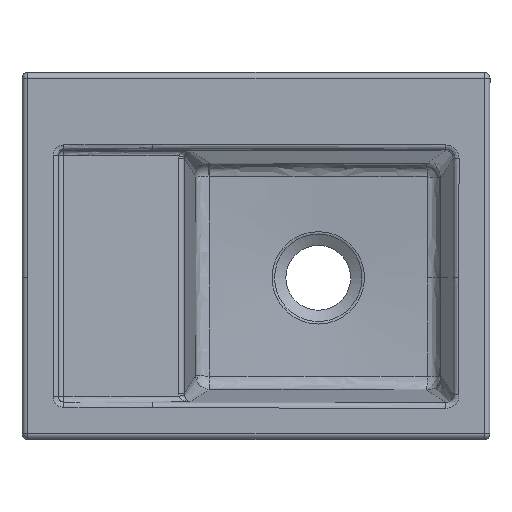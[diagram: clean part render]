
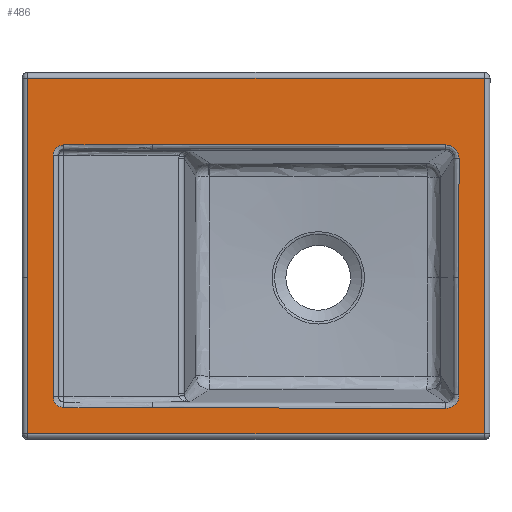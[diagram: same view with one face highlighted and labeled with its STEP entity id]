
A CAD part, top view. The second image highlights one B-rep face of the part: STEP entity #486.
In plain terms, the highlighted planar face has unit normal (0, 0, 1).
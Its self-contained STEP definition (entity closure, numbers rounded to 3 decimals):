
#85=FACE_BOUND('',#1038,.T.);
#86=FACE_BOUND('',#1039,.T.);
#486=ADVANCED_FACE('',(#85,#86),#732,.T.);
#732=PLANE('',#3933);
#1038=EDGE_LOOP('',(#1759,#1760,#1761,#1762,#1763));
#1039=EDGE_LOOP('',(#1764,#1765,#1766,#1767,#1768,#1769,#1770,#1771,#1772,
#1773,#1774));
#1360=B_SPLINE_CURVE_WITH_KNOTS('',3,(#6547,#6548,#6549,#6550,#6551,#6552,
#6553,#6554),.UNSPECIFIED.,.F.,.F.,(4,2,2,4),(0.,0.05,0.525,
1.),.UNSPECIFIED.);
#1361=B_SPLINE_CURVE_WITH_KNOTS('',3,(#6557,#6558,#6559,#6560,#6561,#6562),
 .UNSPECIFIED.,.F.,.F.,(4,2,4),(0.,0.511,1.),.UNSPECIFIED.);
#1362=B_SPLINE_CURVE_WITH_KNOTS('',3,(#6564,#6565,#6566,#6567,#6568,#6569,
#6570,#6571,#6572,#6573),.UNSPECIFIED.,.F.,.F.,(4,2,2,2,4),(0.,0.25,0.5,
0.75,1.),.UNSPECIFIED.);
#1363=B_SPLINE_CURVE_WITH_KNOTS('',3,(#6575,#6576,#6577,#6578),
 .UNSPECIFIED.,.F.,.F.,(4,4),(0.,1.),.UNSPECIFIED.);
#1364=B_SPLINE_CURVE_WITH_KNOTS('',3,(#6580,#6581,#6582,#6583),
 .UNSPECIFIED.,.F.,.F.,(4,4),(0.,1.),.UNSPECIFIED.);
#1365=B_SPLINE_CURVE_WITH_KNOTS('',3,(#6585,#6586,#6587,#6588,#6589,#6590),
 .UNSPECIFIED.,.F.,.F.,(4,2,4),(0.,0.5,1.),.UNSPECIFIED.);
#1366=B_SPLINE_CURVE_WITH_KNOTS('',3,(#6594,#6595,#6596,#6597,#6598,#6599),
 .UNSPECIFIED.,.F.,.F.,(4,2,4),(0.,0.5,1.),.UNSPECIFIED.);
#1367=B_SPLINE_CURVE_WITH_KNOTS('',3,(#6601,#6602,#6603,#6604),
 .UNSPECIFIED.,.F.,.F.,(4,4),(0.,1.),.UNSPECIFIED.);
#1368=B_SPLINE_CURVE_WITH_KNOTS('',3,(#6606,#6607,#6608,#6609),
 .UNSPECIFIED.,.F.,.F.,(4,4),(0.,1.),.UNSPECIFIED.);
#1369=B_SPLINE_CURVE_WITH_KNOTS('',3,(#6611,#6612,#6613,#6614,#6615,#6616,
#6617,#6618,#6619,#6620,#6621,#6622),.UNSPECIFIED.,.F.,.F.,(4,2,2,2,2,4),
(0.,0.25,0.5,0.625,0.75,
1.),.UNSPECIFIED.);
#1759=ORIENTED_EDGE('',*,*,#3277,.T.);
#1760=ORIENTED_EDGE('',*,*,#3278,.T.);
#1761=ORIENTED_EDGE('',*,*,#3279,.T.);
#1762=ORIENTED_EDGE('',*,*,#3280,.T.);
#1763=ORIENTED_EDGE('',*,*,#3281,.T.);
#1764=ORIENTED_EDGE('',*,*,#3282,.T.);
#1765=ORIENTED_EDGE('',*,*,#3283,.T.);
#1766=ORIENTED_EDGE('',*,*,#3284,.T.);
#1767=ORIENTED_EDGE('',*,*,#3285,.T.);
#1768=ORIENTED_EDGE('',*,*,#3286,.T.);
#1769=ORIENTED_EDGE('',*,*,#3287,.T.);
#1770=ORIENTED_EDGE('',*,*,#3288,.T.);
#1771=ORIENTED_EDGE('',*,*,#3289,.T.);
#1772=ORIENTED_EDGE('',*,*,#3290,.T.);
#1773=ORIENTED_EDGE('',*,*,#3291,.T.);
#1774=ORIENTED_EDGE('',*,*,#3292,.T.);
#2923=VERTEX_POINT('',#6538);
#2924=VERTEX_POINT('',#6539);
#2925=VERTEX_POINT('',#6541);
#2926=VERTEX_POINT('',#6543);
#2927=VERTEX_POINT('',#6545);
#2928=VERTEX_POINT('',#6555);
#2929=VERTEX_POINT('',#6556);
#2930=VERTEX_POINT('',#6563);
#2931=VERTEX_POINT('',#6574);
#2932=VERTEX_POINT('',#6579);
#2933=VERTEX_POINT('',#6584);
#2934=VERTEX_POINT('',#6591);
#2935=VERTEX_POINT('',#6593);
#2936=VERTEX_POINT('',#6600);
#2937=VERTEX_POINT('',#6605);
#2938=VERTEX_POINT('',#6610);
#3277=EDGE_CURVE('',#2923,#2924,#3780,.T.);
#3278=EDGE_CURVE('',#2924,#2925,#3781,.T.);
#3279=EDGE_CURVE('',#2925,#2926,#3782,.T.);
#3280=EDGE_CURVE('',#2926,#2927,#3783,.T.);
#3281=EDGE_CURVE('',#2927,#2923,#3784,.T.);
#3282=EDGE_CURVE('',#2928,#2929,#1360,.T.);
#3283=EDGE_CURVE('',#2929,#2930,#1361,.T.);
#3284=EDGE_CURVE('',#2930,#2931,#1362,.T.);
#3285=EDGE_CURVE('',#2931,#2932,#1363,.T.);
#3286=EDGE_CURVE('',#2932,#2933,#1364,.T.);
#3287=EDGE_CURVE('',#2933,#2934,#1365,.T.);
#3288=EDGE_CURVE('',#2934,#2935,#3785,.T.);
#3289=EDGE_CURVE('',#2935,#2936,#1366,.T.);
#3290=EDGE_CURVE('',#2936,#2937,#1367,.T.);
#3291=EDGE_CURVE('',#2937,#2938,#1368,.T.);
#3292=EDGE_CURVE('',#2938,#2928,#1369,.T.);
#3780=LINE('',#6537,#3859);
#3781=LINE('',#6540,#3860);
#3782=LINE('',#6542,#3861);
#3783=LINE('',#6544,#3862);
#3784=LINE('',#6546,#3863);
#3785=LINE('',#6592,#3864);
#3859=VECTOR('',#4273,1.);
#3860=VECTOR('',#4274,1.);
#3861=VECTOR('',#4275,1.);
#3862=VECTOR('',#4276,1.);
#3863=VECTOR('',#4277,1.);
#3864=VECTOR('',#4278,1.);
#3933=AXIS2_PLACEMENT_3D('',#6623,#4279,#4280);
#4273=DIRECTION('',(1.,0.,0.));
#4274=DIRECTION('',(0.,1.,0.));
#4275=DIRECTION('',(-1.,0.,0.));
#4276=DIRECTION('',(0.,-1.,0.));
#4277=DIRECTION('',(0.,-1.,0.));
#4278=DIRECTION('',(0.,1.,0.));
#4279=DIRECTION('',(0.,0.,1.));
#4280=DIRECTION('',(0.787,0.617,0.));
#6537=CARTESIAN_POINT('',(-86.522,-216.782,220.));
#6538=CARTESIAN_POINT('',(-403.407,-216.782,220.));
#6539=CARTESIAN_POINT('',(230.364,-216.782,220.));
#6540=CARTESIAN_POINT('',(230.364,30.015,220.));
#6541=CARTESIAN_POINT('',(230.364,276.813,220.));
#6542=CARTESIAN_POINT('',(-86.522,276.813,220.));
#6543=CARTESIAN_POINT('',(-403.407,276.813,220.));
#6544=CARTESIAN_POINT('',(-403.407,138.414,220.));
#6545=CARTESIAN_POINT('',(-403.407,0.015,220.));
#6546=CARTESIAN_POINT('',(-403.407,-108.383,220.));
#6547=CARTESIAN_POINT('',(195.546,165.88,220.));
#6548=CARTESIAN_POINT('',(195.546,163.087,220.));
#6549=CARTESIAN_POINT('',(195.546,160.293,220.));
#6550=CARTESIAN_POINT('',(195.543,131.184,220.));
#6551=CARTESIAN_POINT('',(195.541,104.868,220.));
#6552=CARTESIAN_POINT('',(195.537,52.235,220.));
#6553=CARTESIAN_POINT('',(195.535,25.919,220.));
#6554=CARTESIAN_POINT('',(195.534,-0.397,220.));
#6555=CARTESIAN_POINT('',(195.546,165.88,220.));
#6556=CARTESIAN_POINT('',(195.534,-0.397,220.));
#6557=CARTESIAN_POINT('',(195.534,-0.397,220.));
#6558=CARTESIAN_POINT('',(195.533,-28.109,220.));
#6559=CARTESIAN_POINT('',(195.533,-55.82,220.));
#6560=CARTESIAN_POINT('',(195.532,-110.036,220.));
#6561=CARTESIAN_POINT('',(195.533,-136.541,220.));
#6562=CARTESIAN_POINT('',(195.533,-163.046,220.));
#6563=CARTESIAN_POINT('',(195.533,-163.046,220.));
#6564=CARTESIAN_POINT('',(195.533,-163.046,220.));
#6565=CARTESIAN_POINT('',(195.559,-165.497,220.));
#6566=CARTESIAN_POINT('',(195.111,-167.868,220.));
#6567=CARTESIAN_POINT('',(193.255,-172.48,220.));
#6568=CARTESIAN_POINT('',(191.933,-174.496,220.));
#6569=CARTESIAN_POINT('',(188.54,-177.91,220.));
#6570=CARTESIAN_POINT('',(186.463,-179.296,220.));
#6571=CARTESIAN_POINT('',(181.995,-181.125,220.));
#6572=CARTESIAN_POINT('',(179.564,-181.595,220.));
#6573=CARTESIAN_POINT('',(177.129,-181.585,220.));
#6574=CARTESIAN_POINT('',(177.129,-181.585,220.));
#6575=CARTESIAN_POINT('',(177.129,-181.585,220.));
#6576=CARTESIAN_POINT('',(41.416,-180.998,220.));
#6577=CARTESIAN_POINT('',(-94.298,-180.775,220.));
#6578=CARTESIAN_POINT('',(-230.013,-180.915,220.));
#6579=CARTESIAN_POINT('',(-230.013,-180.915,220.));
#6580=CARTESIAN_POINT('',(-230.013,-180.915,220.));
#6581=CARTESIAN_POINT('',(-271.177,-180.958,220.));
#6582=CARTESIAN_POINT('',(-312.342,-180.861,220.));
#6583=CARTESIAN_POINT('',(-353.505,-180.589,220.));
#6584=CARTESIAN_POINT('',(-353.505,-180.589,220.));
#6585=CARTESIAN_POINT('',(-353.505,-180.589,220.));
#6586=CARTESIAN_POINT('',(-357.431,-180.563,220.));
#6587=CARTESIAN_POINT('',(-361.249,-178.95,220.));
#6588=CARTESIAN_POINT('',(-366.752,-173.408,220.));
#6589=CARTESIAN_POINT('',(-368.335,-169.586,220.));
#6590=CARTESIAN_POINT('',(-368.335,-165.659,220.));
#6591=CARTESIAN_POINT('',(-368.335,-165.659,220.));
#6592=CARTESIAN_POINT('',(-368.335,1.866,220.));
#6593=CARTESIAN_POINT('',(-368.335,169.391,220.));
#6594=CARTESIAN_POINT('',(-368.335,169.391,220.));
#6595=CARTESIAN_POINT('',(-368.335,173.303,220.));
#6596=CARTESIAN_POINT('',(-366.762,177.114,220.));
#6597=CARTESIAN_POINT('',(-361.294,182.65,220.));
#6598=CARTESIAN_POINT('',(-357.503,184.271,220.));
#6599=CARTESIAN_POINT('',(-353.591,184.319,220.));
#6600=CARTESIAN_POINT('',(-353.591,184.319,220.));
#6601=CARTESIAN_POINT('',(-353.591,184.319,220.));
#6602=CARTESIAN_POINT('',(-312.412,184.831,220.));
#6603=CARTESIAN_POINT('',(-271.231,185.093,220.));
#6604=CARTESIAN_POINT('',(-230.049,185.143,220.));
#6605=CARTESIAN_POINT('',(-230.049,185.143,220.));
#6606=CARTESIAN_POINT('',(-230.049,185.143,220.));
#6607=CARTESIAN_POINT('',(-94.241,185.309,220.));
#6608=CARTESIAN_POINT('',(41.566,185.045,220.));
#6609=CARTESIAN_POINT('',(177.373,184.351,220.));
#6610=CARTESIAN_POINT('',(177.373,184.351,220.));
#6611=CARTESIAN_POINT('',(177.373,184.351,220.));
#6612=CARTESIAN_POINT('',(179.778,184.338,220.));
#6613=CARTESIAN_POINT('',(182.145,183.87,220.));
#6614=CARTESIAN_POINT('',(186.639,181.995,220.));
#6615=CARTESIAN_POINT('',(188.651,180.624,220.));
#6616=CARTESIAN_POINT('',(191.154,178.085,220.));
#6617=CARTESIAN_POINT('',(191.91,177.14,220.));
#6618=CARTESIAN_POINT('',(193.213,175.131,220.));
#6619=CARTESIAN_POINT('',(193.755,174.086,220.));
#6620=CARTESIAN_POINT('',(195.127,170.661,220.));
#6621=CARTESIAN_POINT('',(195.572,168.306,220.));
#6622=CARTESIAN_POINT('',(195.546,165.88,220.));
#6623=CARTESIAN_POINT('',(-172.097,-597.124,220.));
